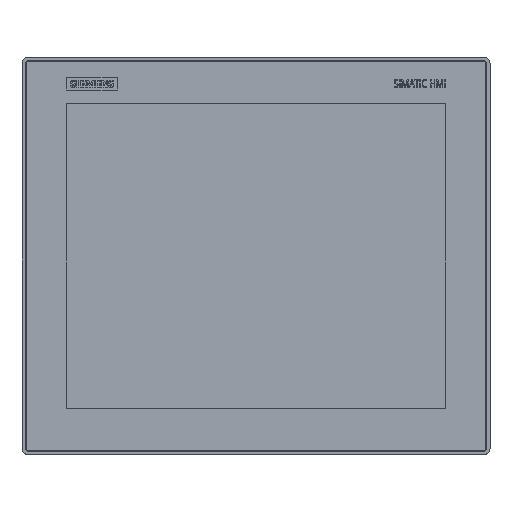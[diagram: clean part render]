
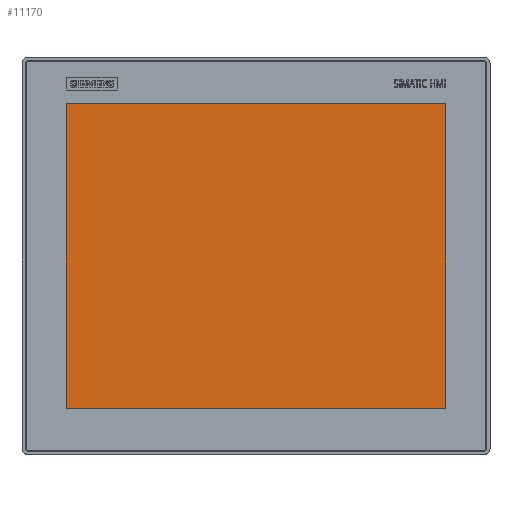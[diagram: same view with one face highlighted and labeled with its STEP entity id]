
A CAD part, top view. The second image highlights one B-rep face of the part: STEP entity #11170.
In plain terms, the highlighted face is planar.
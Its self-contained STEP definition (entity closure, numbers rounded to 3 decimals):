
#7015=FACE_OUTER_BOUND('',#14556,.T.);
#11170=ADVANCED_FACE('',(#7015),#12832,.F.);
#12832=PLANE('',#36542);
#14556=EDGE_LOOP('',(#17909,#17910,#17911,#17912));
#17909=ORIENTED_EDGE('',*,*,#28494,.T.);
#17910=ORIENTED_EDGE('',*,*,#28495,.T.);
#17911=ORIENTED_EDGE('',*,*,#28496,.T.);
#17912=ORIENTED_EDGE('',*,*,#28497,.T.);
#25375=VERTEX_POINT('',#47315);
#25376=VERTEX_POINT('',#47316);
#25377=VERTEX_POINT('',#47318);
#25378=VERTEX_POINT('',#47320);
#28494=EDGE_CURVE('',#25375,#25376,#32374,.T.);
#28495=EDGE_CURVE('',#25376,#25377,#32375,.T.);
#28496=EDGE_CURVE('',#25377,#25378,#32376,.T.);
#28497=EDGE_CURVE('',#25378,#25375,#32377,.T.);
#32374=LINE('',#47314,#34378);
#32375=LINE('',#47317,#34379);
#32376=LINE('',#47319,#34380);
#32377=LINE('',#47321,#34381);
#34378=VECTOR('',#39624,1.);
#34379=VECTOR('',#39625,1.);
#34380=VECTOR('',#39626,1.);
#34381=VECTOR('',#39627,1.);
#36542=AXIS2_PLACEMENT_3D('',#47322,#39628,#39629);
#39624=DIRECTION('',(0.,0.,-1.));
#39625=DIRECTION('',(1.,0.,0.));
#39626=DIRECTION('',(0.,0.,1.));
#39627=DIRECTION('',(-1.,0.,0.));
#39628=DIRECTION('',(0.,1.,0.));
#39629=DIRECTION('',(0.,0.,1.));
#47314=CARTESIAN_POINT('',(-189.16,-33.89,-113.28));
#47315=CARTESIAN_POINT('',(-189.16,-33.89,189.78));
#47316=CARTESIAN_POINT('',(-189.16,-33.89,-113.28));
#47317=CARTESIAN_POINT('',(189.16,-33.89,-113.28));
#47318=CARTESIAN_POINT('',(189.16,-33.89,-113.28));
#47319=CARTESIAN_POINT('',(189.16,-33.89,189.78));
#47320=CARTESIAN_POINT('',(189.16,-33.89,189.78));
#47321=CARTESIAN_POINT('',(-189.16,-33.89,189.78));
#47322=CARTESIAN_POINT('',(0.,-33.89,0.));
